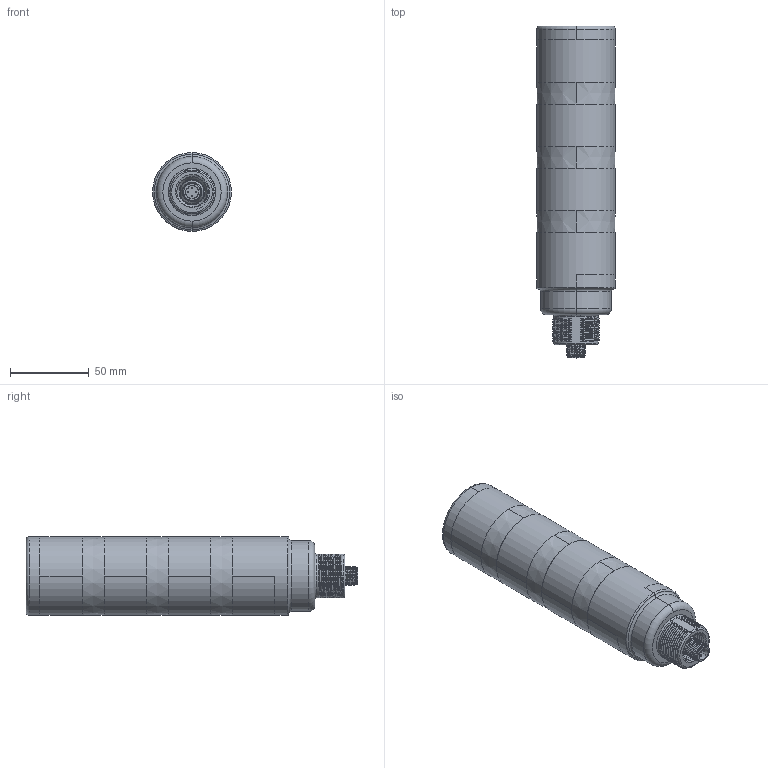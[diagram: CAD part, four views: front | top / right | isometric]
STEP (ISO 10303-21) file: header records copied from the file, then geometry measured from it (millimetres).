
FILE_DESCRIPTION((''),'2;1');
FILE_NAME('145176_SM01_ASM','2022-06-29T09:33:20',('PDMAdmin'),('BANNER ENGINEERING'),'CREO PARAMETRIC BY PTC INC, 2019292','CREO PARAMETRIC BY PTC INC, 2019292','');
FILE_SCHEMA(('CONFIG_CONTROL_DESIGN'));
Length unit declared in the file: millimetre
Products named in the file (2): 145176_EP01; 145176_SM01_ASM
Assembly tree (1 placements, depth 2):
  145176_SM01_ASM
    145176_EP01
Bounding box: 50 x 210.55 x 50 mm (x, y, z)
Volume: 362191.9 mm3; surface area: 37727.4 mm2
Topology: 1 solids, 1 shells, 247 faces, 639 edges, 410 vertices
Faces by surface type: cylinder 98, bspline 88, plane 32, cone 15, torus 14
Entity records: 17693 total; most frequent: CARTESIAN_POINT 12260, ORIENTED_EDGE 1278, DIRECTION 859, EDGE_CURVE 639, VERTEX_POINT 410, AXIS2_PLACEMENT_3D 322, B_SPLINE_CURVE_WITH_KNOTS 264, EDGE_LOOP 263
